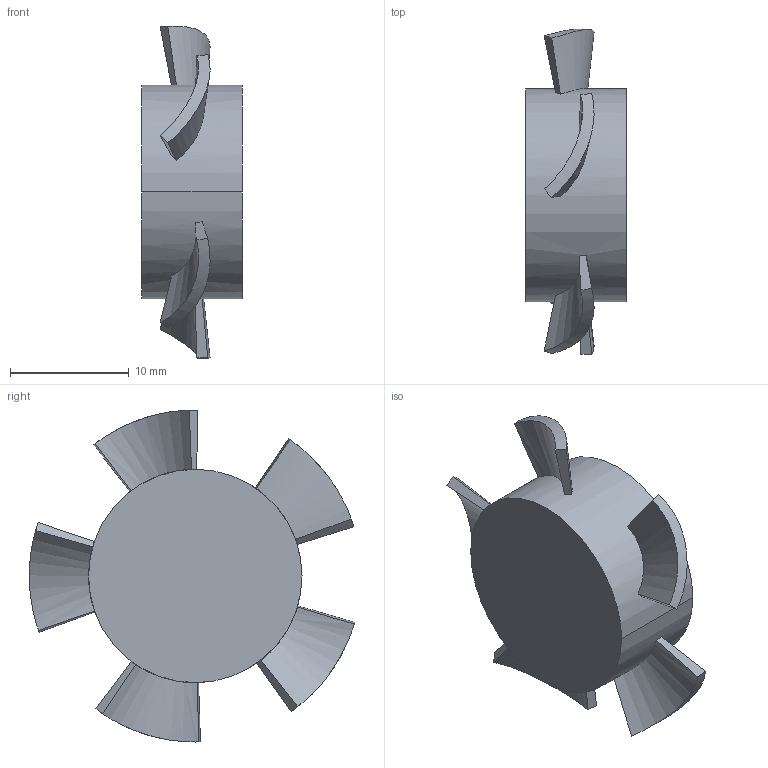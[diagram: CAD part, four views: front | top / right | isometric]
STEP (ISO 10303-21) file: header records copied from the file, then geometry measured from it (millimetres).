
FILE_DESCRIPTION (( 'STEP AP214' ), '1' );
FILE_NAME ('fan sub2.step', '2019-11-11T12:26:28', ( '' ), ( '' ), 'SwSTEP 2.0', 'SolidWorks 2019', '' );
FILE_SCHEMA (( 'AUTOMOTIVE_DESIGN' ));
Length unit declared in the file: millimetre
Products named in the file (1): fan sub2
Bounding box: 8.5 x 27.44 x 28 mm (x, y, z)
Volume: 2331.5 mm3; surface area: 1469.9 mm2
Topology: 1 solids, 1 shells, 30 faces, 82 edges, 58 vertices
Faces by surface type: plane 12, bspline 10, cylinder 8
Entity records: 1322 total; most frequent: CARTESIAN_POINT 677, ORIENTED_EDGE 164, EDGE_CURVE 82, DIRECTION 74, VERTEX_POINT 58, B_SPLINE_CURVE_WITH_KNOTS 34, EDGE_LOOP 34, FACE_OUTER_BOUND 30
